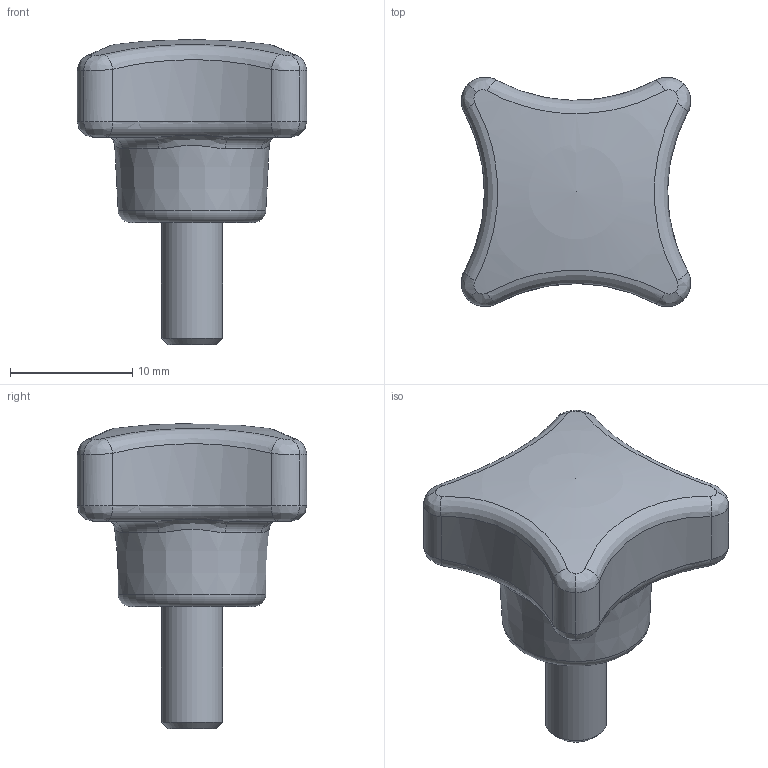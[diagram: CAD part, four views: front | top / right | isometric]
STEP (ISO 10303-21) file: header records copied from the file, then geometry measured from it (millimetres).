
FILE_DESCRIPTION( ( 'Unknown' ), '1' );
FILE_NAME( '7121005_VQP25_M05x10.stp', 'Unknown', ( 'Unknown' ), ( 'Unknown' ), 'PSStep 11.0', 'Unknown', ' ' );
FILE_SCHEMA( ( 'AUTOMOTIVE_DESIGN { 1 0 10303 214 1 1 1 1 }' ) );
Length unit declared in the file: millimetre
Products named in the file (1): 1
Bounding box: 18.81 x 18.81 x 25 mm (x, y, z)
Volume: 3079.9 mm3; surface area: 1396 mm2
Topology: 1 solids, 1 shells, 55 faces, 131 edges, 78 vertices
Faces by surface type: bspline 24, cylinder 13, torus 9, plane 6, cone 2, sphere 1
Full cylindrical faces by diameter (mm): 5 x1
Entity records: 5128 total; most frequent: CARTESIAN_POINT 3582, ORIENTED_EDGE 242, DIRECTION 210, EDGE_CURVE 121, AXIS2_PLACEMENT_3D 97, VERTEX_POINT 73, CIRCLE 65, EDGE_LOOP 60
